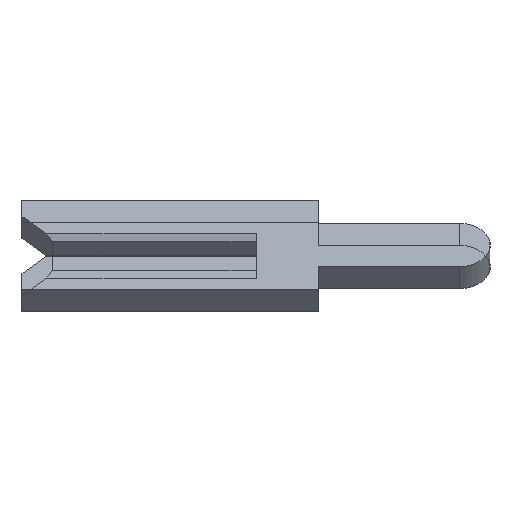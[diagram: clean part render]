
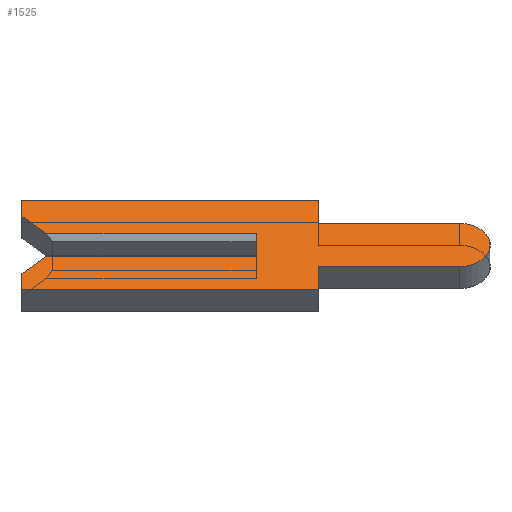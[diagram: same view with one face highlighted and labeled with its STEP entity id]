
A CAD part, left-side view. The second image highlights one B-rep face of the part: STEP entity #1525.
In plain terms, the highlighted face is planar.
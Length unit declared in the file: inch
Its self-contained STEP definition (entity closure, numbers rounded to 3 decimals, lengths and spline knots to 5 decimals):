
#4 = VERTEX_POINT ( 'NONE', #1917 ) ;
#33 = VECTOR ( 'NONE', #3984, 39.37008 ) ;
#58 = ORIENTED_EDGE ( 'NONE', *, *, #2923, .F. ) ;
#70 = CARTESIAN_POINT ( 'NONE',  ( -0.01, 0., 0.0065 ) ) ;
#182 = VECTOR ( 'NONE', #2719, 39.37008 ) ;
#209 = VECTOR ( 'NONE', #3057, 39.37008 ) ;
#278 = DIRECTION ( 'NONE',  ( 0., 0., -1. ) ) ;
#325 = DIRECTION ( 'NONE',  ( 0., 0., 1. ) ) ;
#333 = DIRECTION ( 'NONE',  ( 1., 0., 0. ) ) ;
#361 = DIRECTION ( 'NONE',  ( 1., 0., 0. ) ) ;
#381 = ORIENTED_EDGE ( 'NONE', *, *, #785, .F. ) ;
#419 = CARTESIAN_POINT ( 'NONE',  ( -0.01, 0., -0.01 ) ) ;
#432 = VERTEX_POINT ( 'NONE', #2664 ) ;
#439 = DIRECTION ( 'NONE',  ( 0., 1., 0. ) ) ;
#447 = DIRECTION ( 'NONE',  ( 0., -1., 0. ) ) ;
#529 = LINE ( 'NONE', #70, #2435 ) ;
#535 = EDGE_CURVE ( 'NONE', #2977, #3471, #3832, .T. ) ;
#622 = AXIS2_PLACEMENT_3D ( 'NONE', #722, #333, #278 ) ;
#655 = CARTESIAN_POINT ( 'NONE',  ( -0.01, -0.1305, -0.0195 ) ) ;
#722 = CARTESIAN_POINT ( 'NONE',  ( -0.01, -0.1305, 0. ) ) ;
#768 = DIRECTION ( 'NONE',  ( 0., -1., 0. ) ) ;
#785 = EDGE_CURVE ( 'NONE', #4098, #3789, #2659, .T. ) ;
#799 = ORIENTED_EDGE ( 'NONE', *, *, #535, .F. ) ;
#843 = EDGE_CURVE ( 'NONE', #4040, #432, #2348, .T. ) ;
#899 = LINE ( 'NONE', #1364, #209 ) ;
#962 = CARTESIAN_POINT ( 'NONE',  ( -0.01, 0.15, 0.04 ) ) ;
#1020 = CARTESIAN_POINT ( 'NONE',  ( -0.01, -0.04, 0.04 ) ) ;
#1059 = EDGE_LOOP ( 'NONE', ( #3840, #1518, #1169, #2398, #2454, #58, #381, #3078, #2188, #3738, #1676, #1572, #799, #2513 ) ) ;
#1139 = EDGE_CURVE ( 'NONE', #432, #2766, #1770, .T. ) ;
#1169 = ORIENTED_EDGE ( 'NONE', *, *, #1504, .F. ) ;
#1187 = LINE ( 'NONE', #962, #3711 ) ;
#1362 = EDGE_CURVE ( 'NONE', #3471, #1881, #1187, .T. ) ;
#1364 = CARTESIAN_POINT ( 'NONE',  ( -0.01, -0.04, 0.04 ) ) ;
#1373 = CARTESIAN_POINT ( 'NONE',  ( -0.01, 0.134, 0.01 ) ) ;
#1504 = EDGE_CURVE ( 'NONE', #2766, #2668, #2480, .T. ) ;
#1518 = ORIENTED_EDGE ( 'NONE', *, *, #3138, .F. ) ;
#1525 = ADVANCED_FACE ( 'NONE', ( #2837 ), #3272, .F. ) ;
#1567 = VECTOR ( 'NONE', #3562, 39.37008 ) ;
#1572 = ORIENTED_EDGE ( 'NONE', *, *, #1362, .F. ) ;
#1600 = LINE ( 'NONE', #3004, #33 ) ;
#1624 = CARTESIAN_POINT ( 'NONE',  ( -0.01, -0.04, -0.04 ) ) ;
#1668 = VECTOR ( 'NONE', #2639, 39.37008 ) ;
#1676 = ORIENTED_EDGE ( 'NONE', *, *, #4010, .F. ) ;
#1712 = CARTESIAN_POINT ( 'NONE',  ( -0.01, 0.1305, 0.0065 ) ) ;
#1713 = LINE ( 'NONE', #4104, #3360 ) ;
#1729 = DIRECTION ( 'NONE',  ( 0., 0., -1. ) ) ;
#1730 = EDGE_CURVE ( 'NONE', #2194, #2977, #3450, .T. ) ;
#1770 = LINE ( 'NONE', #2600, #1567 ) ;
#1775 = VERTEX_POINT ( 'NONE', #2674 ) ;
#1793 = EDGE_CURVE ( 'NONE', #3581, #4098, #1600, .T. ) ;
#1801 = CARTESIAN_POINT ( 'NONE',  ( -0.01, -0.1305, -0.01 ) ) ;
#1809 = VECTOR ( 'NONE', #439, 39.37008 ) ;
#1864 = LINE ( 'NONE', #3716, #1809 ) ;
#1881 = VERTEX_POINT ( 'NONE', #1020 ) ;
#1917 = CARTESIAN_POINT ( 'NONE',  ( -0.01, 0., 0.01 ) ) ;
#1968 = CARTESIAN_POINT ( 'NONE',  ( -0.01, 0.15, -0.026 ) ) ;
#2088 = VECTOR ( 'NONE', #325, 39.37008 ) ;
#2092 = DIRECTION ( 'NONE',  ( 0., 0., 1. ) ) ;
#2188 = ORIENTED_EDGE ( 'NONE', *, *, #2469, .F. ) ;
#2194 = VERTEX_POINT ( 'NONE', #1373 ) ;
#2196 = DIRECTION ( 'NONE',  ( 0., -1., 0. ) ) ;
#2316 = DIRECTION ( 'NONE',  ( 0., -1., 0. ) ) ;
#2348 = LINE ( 'NONE', #1968, #2448 ) ;
#2398 = ORIENTED_EDGE ( 'NONE', *, *, #1139, .F. ) ;
#2431 = CARTESIAN_POINT ( 'NONE',  ( -0.01, 0.134, -0.01 ) ) ;
#2435 = VECTOR ( 'NONE', #2092, 39.37008 ) ;
#2448 = VECTOR ( 'NONE', #3924, 39.37008 ) ;
#2454 = ORIENTED_EDGE ( 'NONE', *, *, #843, .F. ) ;
#2469 = EDGE_CURVE ( 'NONE', #3228, #3581, #2649, .T. ) ;
#2480 = LINE ( 'NONE', #1801, #3002 ) ;
#2513 = ORIENTED_EDGE ( 'NONE', *, *, #1730, .F. ) ;
#2600 = CARTESIAN_POINT ( 'NONE',  ( -0.01, 0.1305, -0.0065 ) ) ;
#2639 = DIRECTION ( 'NONE',  ( 0., 0., -1. ) ) ;
#2649 = CIRCLE ( 'NONE', #4172, 0.0195 ) ;
#2659 = LINE ( 'NONE', #2989, #1668 ) ;
#2664 = CARTESIAN_POINT ( 'NONE',  ( -0.01, 0.15, -0.026 ) ) ;
#2668 = VERTEX_POINT ( 'NONE', #419 ) ;
#2674 = CARTESIAN_POINT ( 'NONE',  ( -0.01, -0.04, 0.0195 ) ) ;
#2709 = CARTESIAN_POINT ( 'NONE',  ( -0.01, -0.04, -0.0195 ) ) ;
#2719 = DIRECTION ( 'NONE',  ( 0., 0.707, 0.707 ) ) ;
#2766 = VERTEX_POINT ( 'NONE', #2431 ) ;
#2837 = FACE_OUTER_BOUND ( 'NONE', #1059, .T. ) ;
#2923 = EDGE_CURVE ( 'NONE', #3789, #4040, #1864, .T. ) ;
#2977 = VERTEX_POINT ( 'NONE', #3425 ) ;
#2989 = CARTESIAN_POINT ( 'NONE',  ( -0.01, -0.04, -0.04 ) ) ;
#2996 = EDGE_CURVE ( 'NONE', #2194, #4, #3726, .T. ) ;
#3002 = VECTOR ( 'NONE', #2316, 39.37008 ) ;
#3004 = CARTESIAN_POINT ( 'NONE',  ( -0.01, -0.04, -0.0195 ) ) ;
#3057 = DIRECTION ( 'NONE',  ( 0., 0., -1. ) ) ;
#3078 = ORIENTED_EDGE ( 'NONE', *, *, #1793, .F. ) ;
#3138 = EDGE_CURVE ( 'NONE', #2668, #4, #529, .T. ) ;
#3228 = VERTEX_POINT ( 'NONE', #3385 ) ;
#3272 = PLANE ( 'NONE',  #622 ) ;
#3301 = CARTESIAN_POINT ( 'NONE',  ( -0.01, 0.15, 0.026 ) ) ;
#3313 = VECTOR ( 'NONE', #447, 39.37008 ) ;
#3344 = EDGE_CURVE ( 'NONE', #1775, #3228, #1713, .T. ) ;
#3360 = VECTOR ( 'NONE', #768, 39.37008 ) ;
#3385 = CARTESIAN_POINT ( 'NONE',  ( -0.01, -0.1305, 0.0195 ) ) ;
#3395 = CARTESIAN_POINT ( 'NONE',  ( -0.01, 0.15, 0.01 ) ) ;
#3425 = CARTESIAN_POINT ( 'NONE',  ( -0.01, 0.15, 0.026 ) ) ;
#3450 = LINE ( 'NONE', #1712, #182 ) ;
#3471 = VERTEX_POINT ( 'NONE', #3751 ) ;
#3562 = DIRECTION ( 'NONE',  ( 0., -0.707, 0.707 ) ) ;
#3581 = VERTEX_POINT ( 'NONE', #655 ) ;
#3707 = CARTESIAN_POINT ( 'NONE',  ( -0.01, -0.1305, 0. ) ) ;
#3711 = VECTOR ( 'NONE', #2196, 39.37008 ) ;
#3716 = CARTESIAN_POINT ( 'NONE',  ( -0.01, 0.15, -0.04 ) ) ;
#3726 = LINE ( 'NONE', #3395, #3313 ) ;
#3738 = ORIENTED_EDGE ( 'NONE', *, *, #3344, .F. ) ;
#3751 = CARTESIAN_POINT ( 'NONE',  ( -0.01, 0.15, 0.04 ) ) ;
#3789 = VERTEX_POINT ( 'NONE', #1624 ) ;
#3832 = LINE ( 'NONE', #3301, #2088 ) ;
#3840 = ORIENTED_EDGE ( 'NONE', *, *, #2996, .T. ) ;
#3924 = DIRECTION ( 'NONE',  ( 0., 0., 1. ) ) ;
#3984 = DIRECTION ( 'NONE',  ( 0., 1., 0. ) ) ;
#4005 = CARTESIAN_POINT ( 'NONE',  ( -0.01, 0.15, -0.04 ) ) ;
#4010 = EDGE_CURVE ( 'NONE', #1881, #1775, #899, .T. ) ;
#4040 = VERTEX_POINT ( 'NONE', #4005 ) ;
#4098 = VERTEX_POINT ( 'NONE', #2709 ) ;
#4104 = CARTESIAN_POINT ( 'NONE',  ( -0.01, -0.04, 0.0195 ) ) ;
#4172 = AXIS2_PLACEMENT_3D ( 'NONE', #3707, #361, #1729 ) ;
